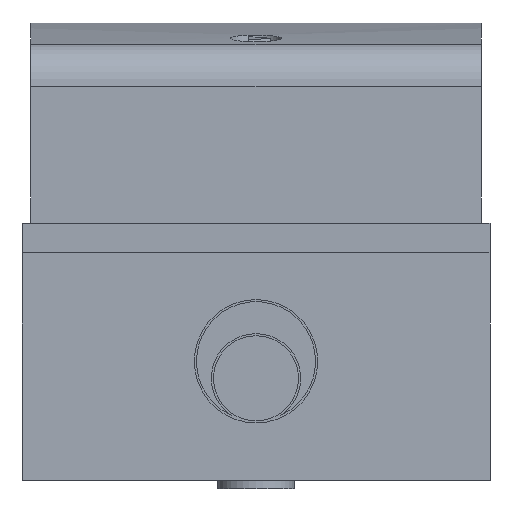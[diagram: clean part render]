
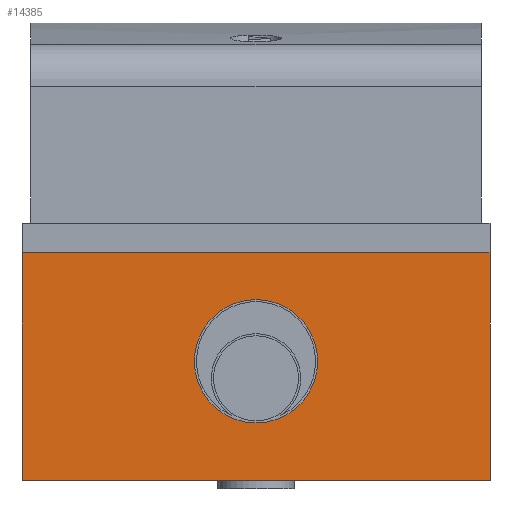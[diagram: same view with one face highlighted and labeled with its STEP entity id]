
A CAD part, front view. The second image highlights one B-rep face of the part: STEP entity #14385.
In plain terms, the highlighted planar face has unit normal (0, -1, 0).
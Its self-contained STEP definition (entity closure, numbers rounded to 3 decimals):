
#415 = EDGE_CURVE ( 'NONE', #8452, #7636, #15600, .T. ) ;
#1243 = DIRECTION ( 'NONE',  ( 0., 1., 0. ) ) ;
#1377 = EDGE_CURVE ( 'NONE', #8016, #2291, #10143, .T. ) ;
#1551 = VECTOR ( 'NONE', #12475, 1000. ) ;
#1570 = DIRECTION ( 'NONE',  ( 0., 0., -1. ) ) ;
#1808 = FACE_OUTER_BOUND ( 'NONE', #9606, .T. ) ;
#2209 = CARTESIAN_POINT ( 'NONE',  ( -55., -95., 0. ) ) ;
#2291 = VERTEX_POINT ( 'NONE', #15958 ) ;
#3231 = AXIS2_PLACEMENT_3D ( 'NONE', #4904, #1243, #9912 ) ;
#3466 = DIRECTION ( 'NONE',  ( 1., 0., 0. ) ) ;
#3540 = DIRECTION ( 'NONE',  ( 1., 0., 0. ) ) ;
#3787 = EDGE_CURVE ( 'NONE', #7636, #2291, #6777, .T. ) ;
#4363 = VECTOR ( 'NONE', #3540, 1000. ) ;
#4821 = VERTEX_POINT ( 'NONE', #7072 ) ;
#4835 = LINE ( 'NONE', #9984, #1551 ) ;
#4904 = CARTESIAN_POINT ( 'NONE',  ( -55., -95., 56. ) ) ;
#4938 = EDGE_CURVE ( 'NONE', #4821, #4821, #10262, .T. ) ;
#5403 = CARTESIAN_POINT ( 'NONE',  ( 0., -95., 28. ) ) ;
#5452 = DIRECTION ( 'NONE',  ( 0., 0., -1. ) ) ;
#6406 = CARTESIAN_POINT ( 'NONE',  ( 55., -95., 53.5 ) ) ;
#6517 = CARTESIAN_POINT ( 'NONE',  ( -55., -95., 0. ) ) ;
#6615 = DIRECTION ( 'NONE',  ( 0., -1., 0. ) ) ;
#6777 = LINE ( 'NONE', #12722, #7575 ) ;
#7072 = CARTESIAN_POINT ( 'NONE',  ( 0., -95., 13.5 ) ) ;
#7575 = VECTOR ( 'NONE', #1570, 1000. ) ;
#7636 = VERTEX_POINT ( 'NONE', #6406 ) ;
#8016 = VERTEX_POINT ( 'NONE', #6517 ) ;
#8116 = ORIENTED_EDGE ( 'NONE', *, *, #415, .F. ) ;
#8389 = FACE_BOUND ( 'NONE', #15251, .T. ) ;
#8452 = VERTEX_POINT ( 'NONE', #8482 ) ;
#8482 = CARTESIAN_POINT ( 'NONE',  ( -55., -95., 53.5 ) ) ;
#8653 = PLANE ( 'NONE',  #3231 ) ;
#9606 = EDGE_LOOP ( 'NONE', ( #8116, #10417, #10210, #12966 ) ) ;
#9912 = DIRECTION ( 'NONE',  ( 0., 0., 1. ) ) ;
#9984 = CARTESIAN_POINT ( 'NONE',  ( -55., -95., 56. ) ) ;
#10143 = LINE ( 'NONE', #2209, #13053 ) ;
#10210 = ORIENTED_EDGE ( 'NONE', *, *, #1377, .T. ) ;
#10262 = CIRCLE ( 'NONE', #12509, 14.5 ) ;
#10417 = ORIENTED_EDGE ( 'NONE', *, *, #15811, .T. ) ;
#11421 = ORIENTED_EDGE ( 'NONE', *, *, #4938, .F. ) ;
#12221 = CARTESIAN_POINT ( 'NONE',  ( -55., -95., 53.5 ) ) ;
#12475 = DIRECTION ( 'NONE',  ( 0., 0., -1. ) ) ;
#12509 = AXIS2_PLACEMENT_3D ( 'NONE', #5403, #6615, #5452 ) ;
#12722 = CARTESIAN_POINT ( 'NONE',  ( 55., -95., 56. ) ) ;
#12966 = ORIENTED_EDGE ( 'NONE', *, *, #3787, .F. ) ;
#13053 = VECTOR ( 'NONE', #3466, 1000. ) ;
#14385 = ADVANCED_FACE ( 'NONE', ( #8389, #1808 ), #8653, .F. ) ;
#15251 = EDGE_LOOP ( 'NONE', ( #11421 ) ) ;
#15600 = LINE ( 'NONE', #12221, #4363 ) ;
#15811 = EDGE_CURVE ( 'NONE', #8452, #8016, #4835, .T. ) ;
#15958 = CARTESIAN_POINT ( 'NONE',  ( 55., -95., 0. ) ) ;
